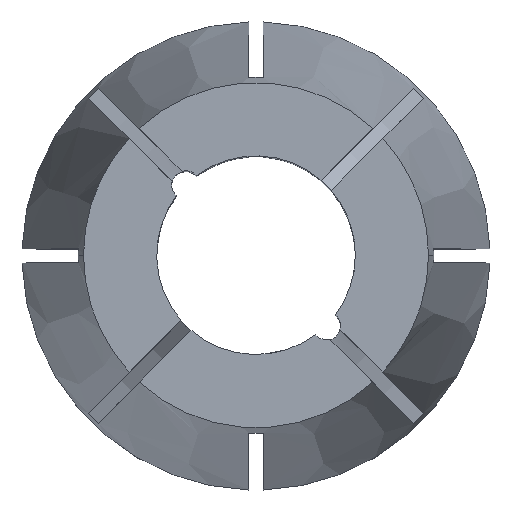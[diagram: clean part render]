
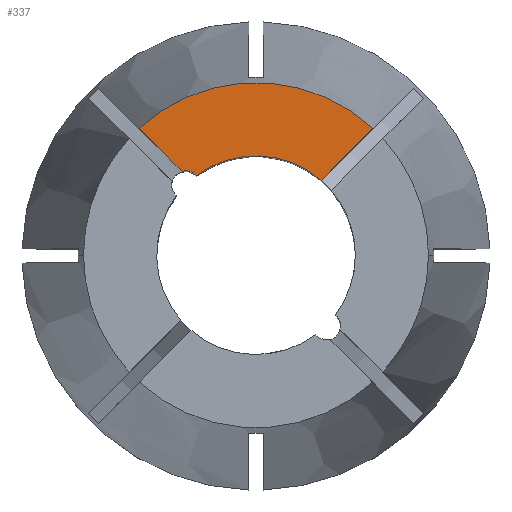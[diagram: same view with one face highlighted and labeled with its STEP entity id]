
A CAD part, top view. The second image highlights one B-rep face of the part: STEP entity #337.
In plain terms, the highlighted planar face has unit normal (0, 0, 1).
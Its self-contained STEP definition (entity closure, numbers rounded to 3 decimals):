
#20 = AXIS2_PLACEMENT_3D ( 'NONE', #1192, #333, #1998 ) ;
#144 = VECTOR ( 'NONE', #1823, 1000. ) ;
#228 = CARTESIAN_POINT ( 'NONE',  ( -5.209, 5.916, 0. ) ) ;
#318 = AXIS2_PLACEMENT_3D ( 'NONE', #1776, #2106, #994 ) ;
#333 = DIRECTION ( 'NONE',  ( 0., 0., -1. ) ) ;
#337 = ADVANCED_FACE ( 'NONE', ( #1642 ), #651, .F. ) ;
#388 = AXIS2_PLACEMENT_3D ( 'NONE', #2073, #734, #980 ) ;
#409 = DIRECTION ( 'NONE',  ( 0., 0., 1. ) ) ;
#469 = VERTEX_POINT ( 'NONE', #578 ) ;
#578 = CARTESIAN_POINT ( 'NONE',  ( 8.236, 8.943, 0. ) ) ;
#651 = PLANE ( 'NONE',  #20 ) ;
#655 = VECTOR ( 'NONE', #1086, 1000. ) ;
#658 = LINE ( 'NONE', #1060, #144 ) ;
#729 = VERTEX_POINT ( 'NONE', #1659 ) ;
#734 = DIRECTION ( 'NONE',  ( 0., 0., 1. ) ) ;
#741 = VERTEX_POINT ( 'NONE', #1459 ) ;
#749 = LINE ( 'NONE', #1892, #655 ) ;
#754 = ORIENTED_EDGE ( 'NONE', *, *, #1126, .F. ) ;
#851 = EDGE_CURVE ( 'NONE', #741, #1167, #658, .T. ) ;
#888 = ORIENTED_EDGE ( 'NONE', *, *, #851, .T. ) ;
#957 = EDGE_CURVE ( 'NONE', #1363, #1167, #1849, .T. ) ;
#980 = DIRECTION ( 'NONE',  ( 1., 0., 0. ) ) ;
#994 = DIRECTION ( 'NONE',  ( 1., 0., 0. ) ) ;
#1060 = CARTESIAN_POINT ( 'NONE',  ( 0.354, 0.354, 0. ) ) ;
#1086 = DIRECTION ( 'NONE',  ( 0.707, 0.707, 0. ) ) ;
#1124 = CARTESIAN_POINT ( 'NONE',  ( -4.95, 4.95, 0. ) ) ;
#1126 = EDGE_CURVE ( 'NONE', #729, #1363, #1671, .T. ) ;
#1167 = VERTEX_POINT ( 'NONE', #228 ) ;
#1192 = CARTESIAN_POINT ( 'NONE',  ( 0., 0., 0. ) ) ;
#1363 = VERTEX_POINT ( 'NONE', #1678 ) ;
#1388 = ORIENTED_EDGE ( 'NONE', *, *, #1430, .T. ) ;
#1430 = EDGE_CURVE ( 'NONE', #469, #741, #2184, .T. ) ;
#1459 = CARTESIAN_POINT ( 'NONE',  ( -8.236, 8.943, 0. ) ) ;
#1521 = ORIENTED_EDGE ( 'NONE', *, *, #957, .F. ) ;
#1596 = EDGE_CURVE ( 'NONE', #729, #469, #749, .T. ) ;
#1642 = FACE_OUTER_BOUND ( 'NONE', #1778, .T. ) ;
#1659 = CARTESIAN_POINT ( 'NONE',  ( 4.584, 5.291, 0. ) ) ;
#1671 = CIRCLE ( 'NONE', #388, 7. ) ;
#1678 = CARTESIAN_POINT ( 'NONE',  ( -4.194, 5.605, 0. ) ) ;
#1687 = DIRECTION ( 'NONE',  ( -1., 0., 0. ) ) ;
#1776 = CARTESIAN_POINT ( 'NONE',  ( 0., 0., 0. ) ) ;
#1778 = EDGE_LOOP ( 'NONE', ( #888, #1521, #754, #1942, #1388 ) ) ;
#1823 = DIRECTION ( 'NONE',  ( 0.707, -0.707, 0. ) ) ;
#1849 = CIRCLE ( 'NONE', #2212, 1. ) ;
#1892 = CARTESIAN_POINT ( 'NONE',  ( -0.354, 0.354, 0. ) ) ;
#1942 = ORIENTED_EDGE ( 'NONE', *, *, #1596, .T. ) ;
#1998 = DIRECTION ( 'NONE',  ( -1., 0., 0. ) ) ;
#2073 = CARTESIAN_POINT ( 'NONE',  ( 0., 0., 0. ) ) ;
#2106 = DIRECTION ( 'NONE',  ( 0., 0., 1. ) ) ;
#2184 = CIRCLE ( 'NONE', #318, 12.158 ) ;
#2212 = AXIS2_PLACEMENT_3D ( 'NONE', #1124, #409, #1687 ) ;
